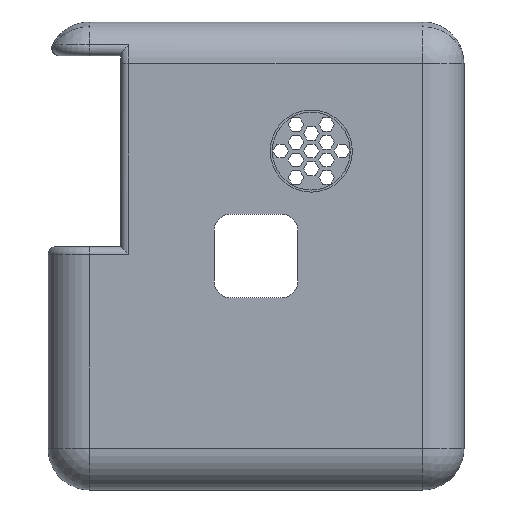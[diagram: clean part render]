
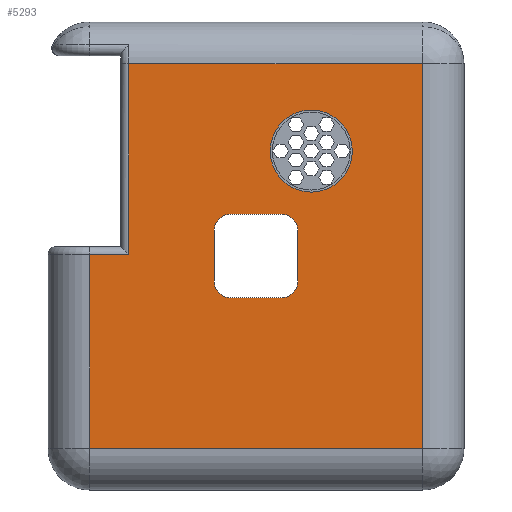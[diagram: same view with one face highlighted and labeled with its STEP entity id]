
A CAD part, front view. The second image highlights one B-rep face of the part: STEP entity #5293.
In plain terms, the highlighted planar face has unit normal (0, -1, 0).
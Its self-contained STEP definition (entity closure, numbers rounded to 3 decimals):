
#60=FACE_BOUND('',#2090,.T.);
#61=FACE_BOUND('',#2091,.T.);
#241=PLANE('',#5702);
#737=LINE('',#8609,#1326);
#740=LINE('',#8617,#1329);
#743=LINE('',#8625,#1332);
#746=LINE('',#8632,#1335);
#807=LINE('',#8788,#1396);
#811=LINE('',#8828,#1400);
#814=LINE('',#8837,#1403);
#815=LINE('',#8840,#1404);
#816=LINE('',#8842,#1405);
#817=LINE('',#8843,#1406);
#1326=VECTOR('',#6770,10.);
#1329=VECTOR('',#6779,10.);
#1332=VECTOR('',#6788,10.);
#1335=VECTOR('',#6797,10.);
#1396=VECTOR('',#6962,10.);
#1400=VECTOR('',#6994,10.);
#1403=VECTOR('',#7003,10.);
#1404=VECTOR('',#7006,10.);
#1405=VECTOR('',#7007,10.);
#1406=VECTOR('',#7008,10.);
#1759=FACE_OUTER_BOUND('',#2089,.T.);
#2089=EDGE_LOOP('',(#4741,#4742,#4743,#4744,#4745,#4746));
#2090=EDGE_LOOP('',(#4747,#4748,#4749,#4750,#4751,#4752,#4753,#4754));
#2091=EDGE_LOOP('',(#4755));
#2240=CIRCLE('',#5620,15.8);
#2241=CIRCLE('',#5622,6.);
#2242=CIRCLE('',#5625,6.);
#2243=CIRCLE('',#5628,6.);
#2244=CIRCLE('',#5631,6.);
#2690=VERTEX_POINT('',#8598);
#2691=VERTEX_POINT('',#8602);
#2692=VERTEX_POINT('',#8604);
#2693=VERTEX_POINT('',#8608);
#2694=VERTEX_POINT('',#8612);
#2695=VERTEX_POINT('',#8616);
#2696=VERTEX_POINT('',#8620);
#2697=VERTEX_POINT('',#8624);
#2698=VERTEX_POINT('',#8628);
#2739=VERTEX_POINT('',#8784);
#2741=VERTEX_POINT('',#8787);
#2747=VERTEX_POINT('',#8827);
#2750=VERTEX_POINT('',#8835);
#2751=VERTEX_POINT('',#8839);
#2752=VERTEX_POINT('',#8841);
#3336=EDGE_CURVE('',#2690,#2690,#2240,.T.);
#3339=EDGE_CURVE('',#2692,#2691,#2241,.T.);
#3341=EDGE_CURVE('',#2693,#2692,#737,.T.);
#3343=EDGE_CURVE('',#2694,#2693,#2242,.T.);
#3345=EDGE_CURVE('',#2695,#2694,#740,.T.);
#3347=EDGE_CURVE('',#2696,#2695,#2243,.T.);
#3349=EDGE_CURVE('',#2697,#2696,#743,.T.);
#3351=EDGE_CURVE('',#2698,#2697,#2244,.T.);
#3353=EDGE_CURVE('',#2691,#2698,#746,.T.);
#3431=EDGE_CURVE('',#2739,#2741,#807,.T.);
#3444=EDGE_CURVE('',#2747,#2739,#811,.T.);
#3449=EDGE_CURVE('',#2750,#2747,#814,.T.);
#3450=EDGE_CURVE('',#2751,#2750,#815,.T.);
#3451=EDGE_CURVE('',#2751,#2752,#816,.T.);
#3452=EDGE_CURVE('',#2741,#2752,#817,.T.);
#4741=ORIENTED_EDGE('',*,*,#3449,.F.);
#4742=ORIENTED_EDGE('',*,*,#3450,.F.);
#4743=ORIENTED_EDGE('',*,*,#3451,.T.);
#4744=ORIENTED_EDGE('',*,*,#3452,.F.);
#4745=ORIENTED_EDGE('',*,*,#3431,.F.);
#4746=ORIENTED_EDGE('',*,*,#3444,.F.);
#4747=ORIENTED_EDGE('',*,*,#3353,.T.);
#4748=ORIENTED_EDGE('',*,*,#3351,.T.);
#4749=ORIENTED_EDGE('',*,*,#3349,.T.);
#4750=ORIENTED_EDGE('',*,*,#3347,.T.);
#4751=ORIENTED_EDGE('',*,*,#3345,.T.);
#4752=ORIENTED_EDGE('',*,*,#3343,.T.);
#4753=ORIENTED_EDGE('',*,*,#3341,.T.);
#4754=ORIENTED_EDGE('',*,*,#3339,.T.);
#4755=ORIENTED_EDGE('',*,*,#3336,.T.);
#5293=ADVANCED_FACE('',(#1759,#60,#61),#241,.T.);
#5620=AXIS2_PLACEMENT_3D('',#8599,#6759,#6760);
#5622=AXIS2_PLACEMENT_3D('',#8605,#6765,#6766);
#5625=AXIS2_PLACEMENT_3D('',#8613,#6774,#6775);
#5628=AXIS2_PLACEMENT_3D('',#8621,#6783,#6784);
#5631=AXIS2_PLACEMENT_3D('',#8629,#6792,#6793);
#5702=AXIS2_PLACEMENT_3D('',#8838,#7004,#7005);
#6759=DIRECTION('center_axis',(0.,1.,0.));
#6760=DIRECTION('ref_axis',(-1.,0.,0.));
#6765=DIRECTION('center_axis',(0.,1.,0.));
#6766=DIRECTION('ref_axis',(0.,0.,1.));
#6770=DIRECTION('',(1.,0.,0.));
#6774=DIRECTION('center_axis',(0.,1.,0.));
#6775=DIRECTION('ref_axis',(-1.,0.,0.));
#6779=DIRECTION('',(0.,0.,1.));
#6783=DIRECTION('center_axis',(0.,1.,0.));
#6784=DIRECTION('ref_axis',(0.,0.,-1.));
#6788=DIRECTION('',(-1.,0.,0.));
#6792=DIRECTION('center_axis',(0.,1.,0.));
#6793=DIRECTION('ref_axis',(1.,0.,0.));
#6797=DIRECTION('',(0.,0.,-1.));
#6962=DIRECTION('',(1.,0.,0.));
#6994=DIRECTION('',(0.,0.,1.));
#7003=DIRECTION('',(1.,0.,0.));
#7004=DIRECTION('center_axis',(0.,-1.,0.));
#7005=DIRECTION('ref_axis',(0.,0.,-1.));
#7006=DIRECTION('',(0.,0.,1.));
#7007=DIRECTION('',(1.,0.,0.));
#7008=DIRECTION('',(0.,0.,-1.));
#8598=CARTESIAN_POINT('',(37.05,-70.,40.353));
#8599=CARTESIAN_POINT('Origin',(21.25,-70.,40.353));
#8602=CARTESIAN_POINT('',(16.,-70.,10.));
#8604=CARTESIAN_POINT('',(10.,-70.,16.));
#8605=CARTESIAN_POINT('Origin',(10.,-70.,10.));
#8608=CARTESIAN_POINT('',(-10.,-70.,16.));
#8609=CARTESIAN_POINT('',(5.,-70.,16.));
#8612=CARTESIAN_POINT('',(-16.,-70.,10.));
#8613=CARTESIAN_POINT('Origin',(-10.,-70.,10.));
#8616=CARTESIAN_POINT('',(-16.,-70.,-10.));
#8617=CARTESIAN_POINT('',(-16.,-70.,42.));
#8620=CARTESIAN_POINT('',(-10.,-70.,-16.));
#8621=CARTESIAN_POINT('Origin',(-10.,-70.,-10.));
#8624=CARTESIAN_POINT('',(10.,-70.,-16.));
#8625=CARTESIAN_POINT('',(-5.,-70.,-16.));
#8628=CARTESIAN_POINT('',(16.,-70.,-10.));
#8629=CARTESIAN_POINT('Origin',(10.,-70.,-10.));
#8632=CARTESIAN_POINT('',(16.,-70.,32.));
#8784=CARTESIAN_POINT('',(-49.,-70.,74.));
#8787=CARTESIAN_POINT('',(64.,-70.,74.));
#8788=CARTESIAN_POINT('',(0.,-70.,74.));
#8827=CARTESIAN_POINT('',(-49.,-70.,0.6));
#8828=CARTESIAN_POINT('',(-49.,-70.,75.5));
#8835=CARTESIAN_POINT('',(-64.,-70.,0.6));
#8837=CARTESIAN_POINT('',(-26.,-70.,0.6));
#8838=CARTESIAN_POINT('Origin',(0.,-70.,74.));
#8839=CARTESIAN_POINT('',(-64.,-70.,-74.));
#8840=CARTESIAN_POINT('',(-64.,-70.,37.));
#8841=CARTESIAN_POINT('',(64.,-70.,-74.));
#8842=CARTESIAN_POINT('',(0.,-70.,-74.));
#8843=CARTESIAN_POINT('',(64.,-70.,37.));
